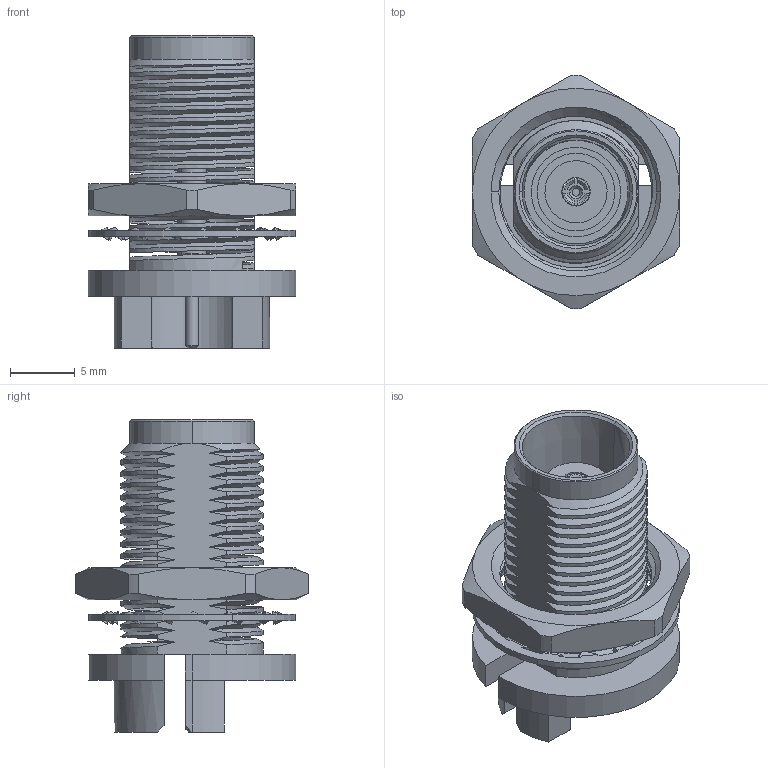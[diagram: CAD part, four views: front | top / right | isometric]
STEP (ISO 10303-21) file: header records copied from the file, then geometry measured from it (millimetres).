
FILE_DESCRIPTION (( 'STEP AP214' ), '1' );
FILE_NAME ('13-410-B3-1,6.STEP', '2025-10-21T19:04:15', ( '' ), ( '' ), 'SwSTEP 2.0', 'SolidWorks 2025', '' );
FILE_SCHEMA (( 'AUTOMOTIVE_DESIGN' ));
Products named in the file (1): 13-410-B3-1,6
Bounding box: 16 x 18 x 24.1 mm (x, y, z)
Surface area: 2417.1 mm2 (no closed solid volume)
Topology: 0 solids, 10 shells, 307 faces, 951 edges, 624 vertices
Faces by surface type: bspline 121, plane 78, cylinder 76, cone 32
Entity records: 48988 total; most frequent: CARTESIAN_POINT 41850, ORIENTED_EDGE 1713, DIRECTION 1069, EDGE_CURVE 951, VERTEX_POINT 624, LINE 405, VECTOR 405, AXIS2_PLACEMENT_3D 332
